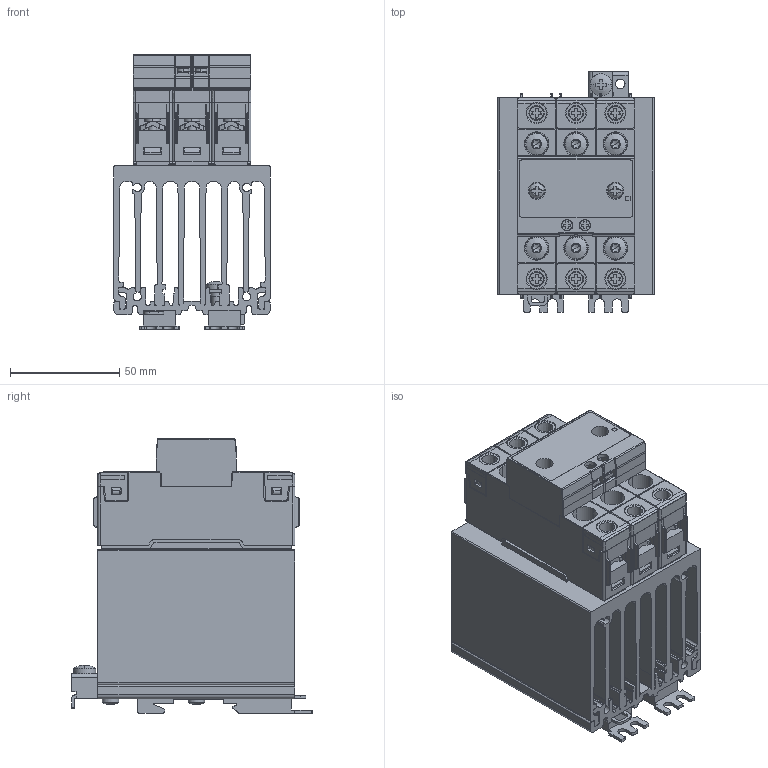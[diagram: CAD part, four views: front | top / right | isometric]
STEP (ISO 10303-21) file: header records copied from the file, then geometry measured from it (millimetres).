
FILE_DESCRIPTION((''),'2;1');
FILE_NAME('CGI1029-02.stp','2018-11-07T12:14:19',(''),(''),'Mechanical Desktop 2011','Mechanical Desktop 2011',', , ');
FILE_SCHEMA(('AUTOMOTIVE_DESIGN { 1 2 10303 214 1 1 1 1 }'));
Length unit declared in the file: millimetre
Products named in the file (2): Product; CGI1029-02
Bounding box: 71.3 x 110 x 125.48 mm (x, y, z)
Volume: 379209.2 mm3; surface area: 170692 mm2
Topology: 1 solids, 1 shells, 2714 faces, 7825 edges, 5154 vertices
Faces by surface type: bspline 993, plane 933, cylinder 678, cone 61, torus 32, sphere 17
Entity records: 104346 total; most frequent: CARTESIAN_POINT 34679, ORIENTED_EDGE 15548, DIRECTION 13499, EDGE_CURVE 7774, VERTEX_POINT 5154, VECTOR 4795, LINE 4795, AXIS2_PLACEMENT_3D 4352
